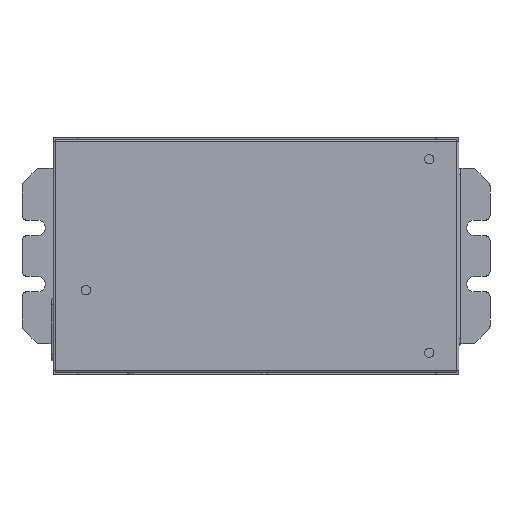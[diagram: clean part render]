
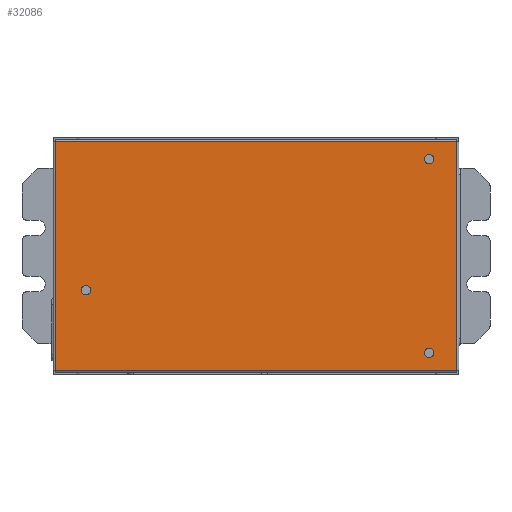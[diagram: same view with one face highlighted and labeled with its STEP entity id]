
A CAD part, front view. The second image highlights one B-rep face of the part: STEP entity #32086.
In plain terms, the highlighted planar face has unit normal (0, -1, 0).
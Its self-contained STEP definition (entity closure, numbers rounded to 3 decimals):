
#27262=DIRECTION('',(0.,0.,1.));
#27263=VECTOR('',#27262,73.4);
#27264=CARTESIAN_POINT('',(-64.4,-3.9,-36.7));
#27265=LINE('',#27264,#27263);
#27279=DIRECTION('',(-1.,0.,0.));
#27280=VECTOR('',#27279,0.05);
#27281=CARTESIAN_POINT('',(64.4,-3.9,-36.7));
#27282=LINE('',#27281,#27280);
#27283=DIRECTION('',(-1.,0.,0.));
#27284=VECTOR('',#27283,0.05);
#27285=CARTESIAN_POINT('',(64.35,-3.9,-36.7));
#27286=LINE('',#27285,#27284);
#27287=DIRECTION('',(1.,0.,0.));
#27288=VECTOR('',#27287,0.05);
#27289=CARTESIAN_POINT('',(-64.35,-3.9,-36.7));
#27290=LINE('',#27289,#27288);
#27291=DIRECTION('',(1.,0.,0.));
#27292=VECTOR('',#27291,0.05);
#27293=CARTESIAN_POINT('',(-64.4,-3.9,-36.7));
#27294=LINE('',#27293,#27292);
#27295=DIRECTION('',(1.,0.,0.));
#27296=VECTOR('',#27295,0.05);
#27297=CARTESIAN_POINT('',(-64.4,-3.9,36.7));
#27298=LINE('',#27297,#27296);
#27299=DIRECTION('',(1.,0.,0.));
#27300=VECTOR('',#27299,0.05);
#27301=CARTESIAN_POINT('',(-64.35,-3.9,36.7));
#27302=LINE('',#27301,#27300);
#27303=DIRECTION('',(-1.,0.,0.));
#27304=VECTOR('',#27303,0.05);
#27305=CARTESIAN_POINT('',(64.35,-3.9,36.7));
#27306=LINE('',#27305,#27304);
#27307=DIRECTION('',(-1.,0.,0.));
#27308=VECTOR('',#27307,0.05);
#27309=CARTESIAN_POINT('',(64.4,-3.9,36.7));
#27310=LINE('',#27309,#27308);
#27311=CARTESIAN_POINT('',(55.5,-3.9,-31.));
#27312=DIRECTION('',(0.,1.,0.));
#27313=DIRECTION('',(-1.,0.,0.));
#27314=AXIS2_PLACEMENT_3D('',#27311,#27312,#27313);
#27316=CARTESIAN_POINT('',(55.5,-3.9,-31.));
#27317=DIRECTION('',(0.,1.,0.));
#27318=DIRECTION('',(1.,0.,0.));
#27319=AXIS2_PLACEMENT_3D('',#27316,#27317,#27318);
#27321=CARTESIAN_POINT('',(-54.5,-3.9,-11.));
#27322=DIRECTION('',(0.,1.,0.));
#27323=DIRECTION('',(-1.,0.,0.));
#27324=AXIS2_PLACEMENT_3D('',#27321,#27322,#27323);
#27326=CARTESIAN_POINT('',(-54.5,-3.9,-11.));
#27327=DIRECTION('',(0.,1.,0.));
#27328=DIRECTION('',(1.,0.,0.));
#27329=AXIS2_PLACEMENT_3D('',#27326,#27327,#27328);
#27331=CARTESIAN_POINT('',(55.5,-3.9,31.));
#27332=DIRECTION('',(0.,1.,0.));
#27333=DIRECTION('',(-1.,0.,0.));
#27334=AXIS2_PLACEMENT_3D('',#27331,#27332,#27333);
#27336=CARTESIAN_POINT('',(55.5,-3.9,31.));
#27337=DIRECTION('',(0.,1.,0.));
#27338=DIRECTION('',(1.,0.,0.));
#27339=AXIS2_PLACEMENT_3D('',#27336,#27337,#27338);
#27350=DIRECTION('',(0.,0.,-1.));
#27351=VECTOR('',#27350,73.4);
#27352=CARTESIAN_POINT('',(64.4,-3.9,36.7));
#27353=LINE('',#27352,#27351);
#28117=DIRECTION('',(1.,0.,0.));
#28118=VECTOR('',#28117,128.6);
#28119=CARTESIAN_POINT('',(-64.3,-3.9,36.7));
#28120=LINE('',#28119,#28118);
#28480=DIRECTION('',(1.,0.,0.));
#28481=VECTOR('',#28480,128.6);
#28482=CARTESIAN_POINT('',(-64.3,-3.9,-36.7));
#28483=LINE('',#28482,#28481);
#30020=CARTESIAN_POINT('',(64.4,-3.9,36.7));
#30021=CARTESIAN_POINT('',(64.4,-3.9,-36.7));
#30022=VERTEX_POINT('',#30020);
#30023=VERTEX_POINT('',#30021);
#30024=CARTESIAN_POINT('',(-64.4,-3.9,-36.7));
#30025=CARTESIAN_POINT('',(-64.4,-3.9,36.7));
#30026=VERTEX_POINT('',#30024);
#30027=VERTEX_POINT('',#30025);
#30372=CARTESIAN_POINT('',(54.,-3.9,-31.));
#30373=CARTESIAN_POINT('',(57.,-3.9,-31.));
#30374=VERTEX_POINT('',#30372);
#30375=VERTEX_POINT('',#30373);
#30376=CARTESIAN_POINT('',(-56.,-3.9,-11.));
#30377=CARTESIAN_POINT('',(-53.,-3.9,-11.));
#30378=VERTEX_POINT('',#30376);
#30379=VERTEX_POINT('',#30377);
#30528=CARTESIAN_POINT('',(-64.35,-3.9,36.7));
#30529=VERTEX_POINT('',#30528);
#30530=CARTESIAN_POINT('',(64.35,-3.9,36.7));
#30531=VERTEX_POINT('',#30530);
#30532=CARTESIAN_POINT('',(-64.35,-3.9,-36.7));
#30533=VERTEX_POINT('',#30532);
#30534=CARTESIAN_POINT('',(64.35,-3.9,-36.7));
#30535=VERTEX_POINT('',#30534);
#30548=CARTESIAN_POINT('',(-64.3,-3.9,-36.7));
#30549=VERTEX_POINT('',#30548);
#30550=CARTESIAN_POINT('',(64.3,-3.9,-36.7));
#30551=VERTEX_POINT('',#30550);
#30552=CARTESIAN_POINT('',(-64.3,-3.9,36.7));
#30553=VERTEX_POINT('',#30552);
#30554=CARTESIAN_POINT('',(64.3,-3.9,36.7));
#30555=VERTEX_POINT('',#30554);
#30624=CARTESIAN_POINT('',(54.,-3.9,31.));
#30625=CARTESIAN_POINT('',(57.,-3.9,31.));
#30626=VERTEX_POINT('',#30624);
#30627=VERTEX_POINT('',#30625);
#32039=CARTESIAN_POINT('',(-64.4,-3.9,37.3));
#32040=DIRECTION('',(0.,-1.,0.));
#32041=DIRECTION('',(0.,0.,-1.));
#32042=AXIS2_PLACEMENT_3D('',#32039,#32040,#32041);
#32043=PLANE('',#32042);
#32045=ORIENTED_EDGE('',*,*,#32044,.T.);
#32047=ORIENTED_EDGE('',*,*,#32046,.T.);
#32049=ORIENTED_EDGE('',*,*,#32048,.T.);
#32051=ORIENTED_EDGE('',*,*,#32050,.F.);
#32053=ORIENTED_EDGE('',*,*,#32052,.F.);
#32055=ORIENTED_EDGE('',*,*,#32054,.F.);
#32056=ORIENTED_EDGE('',*,*,#32005,.T.);
#32057=ORIENTED_EDGE('',*,*,#32029,.T.);
#32059=ORIENTED_EDGE('',*,*,#32058,.T.);
#32061=ORIENTED_EDGE('',*,*,#32060,.T.);
#32063=ORIENTED_EDGE('',*,*,#32062,.F.);
#32065=ORIENTED_EDGE('',*,*,#32064,.F.);
#32066=EDGE_LOOP('',(#32045,#32047,#32049,#32051,#32053,#32055,#32056,#32057,
#32059,#32061,#32063,#32065));
#32067=FACE_OUTER_BOUND('',#32066,.F.);
#32069=ORIENTED_EDGE('',*,*,#32068,.F.);
#32071=ORIENTED_EDGE('',*,*,#32070,.F.);
#32072=EDGE_LOOP('',(#32069,#32071));
#32073=FACE_BOUND('',#32072,.F.);
#32075=ORIENTED_EDGE('',*,*,#32074,.F.);
#32077=ORIENTED_EDGE('',*,*,#32076,.F.);
#32078=EDGE_LOOP('',(#32075,#32077));
#32079=FACE_BOUND('',#32078,.F.);
#32081=ORIENTED_EDGE('',*,*,#32080,.F.);
#32083=ORIENTED_EDGE('',*,*,#32082,.F.);
#32084=EDGE_LOOP('',(#32081,#32083));
#32085=FACE_BOUND('',#32084,.F.);
#32086=ADVANCED_FACE('',(#32067,#32073,#32079,#32085),#32043,.T.);
#27315=CIRCLE('',#27314,1.5);
#27320=CIRCLE('',#27319,1.5);
#27325=CIRCLE('',#27324,1.5);
#27330=CIRCLE('',#27329,1.5);
#27335=CIRCLE('',#27334,1.5);
#27340=CIRCLE('',#27339,1.5);
#32005=EDGE_CURVE('',#30026,#30027,#27265,.T.);
#32029=EDGE_CURVE('',#30027,#30529,#27298,.T.);
#32044=EDGE_CURVE('',#30022,#30023,#27353,.T.);
#32046=EDGE_CURVE('',#30023,#30535,#27282,.T.);
#32048=EDGE_CURVE('',#30535,#30551,#27286,.T.);
#32050=EDGE_CURVE('',#30549,#30551,#28483,.T.);
#32052=EDGE_CURVE('',#30533,#30549,#27290,.T.);
#32054=EDGE_CURVE('',#30026,#30533,#27294,.T.);
#32058=EDGE_CURVE('',#30529,#30553,#27302,.T.);
#32060=EDGE_CURVE('',#30553,#30555,#28120,.T.);
#32062=EDGE_CURVE('',#30531,#30555,#27306,.T.);
#32064=EDGE_CURVE('',#30022,#30531,#27310,.T.);
#32068=EDGE_CURVE('',#30374,#30375,#27315,.T.);
#32070=EDGE_CURVE('',#30375,#30374,#27320,.T.);
#32074=EDGE_CURVE('',#30378,#30379,#27325,.T.);
#32076=EDGE_CURVE('',#30379,#30378,#27330,.T.);
#32080=EDGE_CURVE('',#30626,#30627,#27335,.T.);
#32082=EDGE_CURVE('',#30627,#30626,#27340,.T.);
